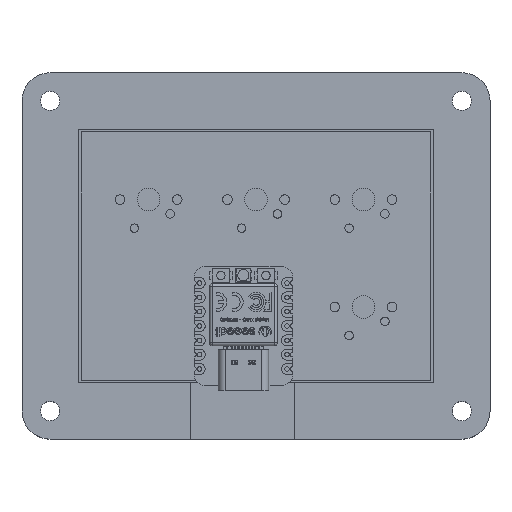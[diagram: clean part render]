
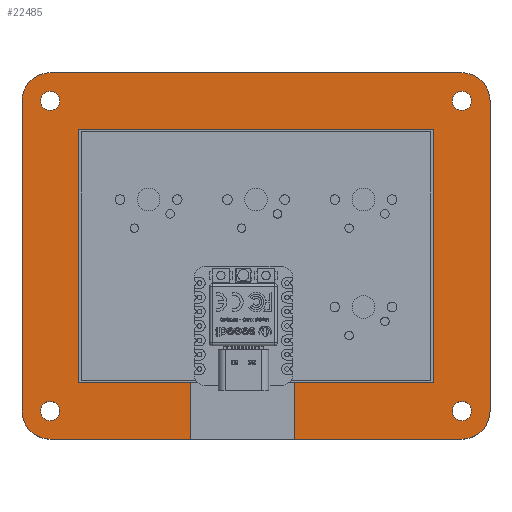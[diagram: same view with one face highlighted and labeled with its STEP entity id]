
A CAD part, top view. The second image highlights one B-rep face of the part: STEP entity #22485.
In plain terms, the highlighted planar face has unit normal (0, 0, 1).
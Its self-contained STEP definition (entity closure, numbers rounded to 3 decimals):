
#1015=FACE_BOUND('',#3341,.T.);
#1016=FACE_BOUND('',#3342,.T.);
#1017=FACE_BOUND('',#3343,.T.);
#1018=FACE_BOUND('',#3344,.T.);
#1169=PLANE('',#23992);
#2033=FACE_OUTER_BOUND('',#3340,.T.);
#3340=EDGE_LOOP('',(#15660,#15661,#15662,#15663,#15664,#15665,#15666,#15667,
#15668,#15669,#15670,#15671,#15672,#15673,#15674,#15675));
#3341=EDGE_LOOP('',(#15676));
#3342=EDGE_LOOP('',(#15677));
#3343=EDGE_LOOP('',(#15678));
#3344=EDGE_LOOP('',(#15679));
#4800=LINE('',#31390,#7250);
#4804=LINE('',#31398,#7254);
#4807=LINE('',#31404,#7257);
#4808=LINE('',#31408,#7258);
#4809=LINE('',#31412,#7259);
#4810=LINE('',#31415,#7260);
#4811=LINE('',#31417,#7261);
#4812=LINE('',#31419,#7262);
#4813=LINE('',#31421,#7263);
#4814=LINE('',#31423,#7264);
#4815=LINE('',#31425,#7265);
#4816=LINE('',#31426,#7266);
#7250=VECTOR('',#25647,10.);
#7254=VECTOR('',#25651,10.);
#7257=VECTOR('',#25656,10.);
#7258=VECTOR('',#25659,10.);
#7259=VECTOR('',#25662,10.);
#7260=VECTOR('',#25665,10.);
#7261=VECTOR('',#25666,10.);
#7262=VECTOR('',#25667,10.);
#7263=VECTOR('',#25668,10.);
#7264=VECTOR('',#25669,10.);
#7265=VECTOR('',#25670,10.);
#7266=VECTOR('',#25671,10.);
#9698=CIRCLE('',#23989,5.);
#9700=CIRCLE('',#23993,5.);
#9701=CIRCLE('',#23994,5.);
#9702=CIRCLE('',#23995,5.);
#9703=CIRCLE('',#23996,1.7);
#9704=CIRCLE('',#23997,1.7);
#9705=CIRCLE('',#23998,1.7);
#9706=CIRCLE('',#23999,1.7);
#10178=VERTEX_POINT('',#31380);
#10179=VERTEX_POINT('',#31381);
#10182=VERTEX_POINT('',#31389);
#10185=VERTEX_POINT('',#31395);
#10186=VERTEX_POINT('',#31397);
#10188=VERTEX_POINT('',#31403);
#10189=VERTEX_POINT('',#31405);
#10190=VERTEX_POINT('',#31407);
#10191=VERTEX_POINT('',#31409);
#10192=VERTEX_POINT('',#31411);
#10193=VERTEX_POINT('',#31414);
#10194=VERTEX_POINT('',#31416);
#10195=VERTEX_POINT('',#31418);
#10196=VERTEX_POINT('',#31420);
#10197=VERTEX_POINT('',#31422);
#10198=VERTEX_POINT('',#31424);
#10199=VERTEX_POINT('',#31427);
#10200=VERTEX_POINT('',#31429);
#10201=VERTEX_POINT('',#31431);
#10202=VERTEX_POINT('',#31433);
#12346=EDGE_CURVE('',#10178,#10179,#9698,.T.);
#12350=EDGE_CURVE('',#10182,#10179,#4800,.T.);
#12354=EDGE_CURVE('',#10186,#10185,#4804,.T.);
#12357=EDGE_CURVE('',#10178,#10188,#4807,.T.);
#12358=EDGE_CURVE('',#10189,#10188,#9700,.T.);
#12359=EDGE_CURVE('',#10189,#10190,#4808,.T.);
#12360=EDGE_CURVE('',#10191,#10190,#9701,.T.);
#12361=EDGE_CURVE('',#10191,#10192,#4809,.T.);
#12362=EDGE_CURVE('',#10186,#10192,#9702,.T.);
#12363=EDGE_CURVE('',#10185,#10193,#4810,.T.);
#12364=EDGE_CURVE('',#10193,#10194,#4811,.T.);
#12365=EDGE_CURVE('',#10194,#10195,#4812,.T.);
#12366=EDGE_CURVE('',#10195,#10196,#4813,.T.);
#12367=EDGE_CURVE('',#10196,#10197,#4814,.T.);
#12368=EDGE_CURVE('',#10197,#10198,#4815,.T.);
#12369=EDGE_CURVE('',#10198,#10182,#4816,.T.);
#12370=EDGE_CURVE('',#10199,#10199,#9703,.T.);
#12371=EDGE_CURVE('',#10200,#10200,#9704,.T.);
#12372=EDGE_CURVE('',#10201,#10201,#9705,.T.);
#12373=EDGE_CURVE('',#10202,#10202,#9706,.T.);
#15660=ORIENTED_EDGE('',*,*,#12346,.F.);
#15661=ORIENTED_EDGE('',*,*,#12357,.T.);
#15662=ORIENTED_EDGE('',*,*,#12358,.F.);
#15663=ORIENTED_EDGE('',*,*,#12359,.T.);
#15664=ORIENTED_EDGE('',*,*,#12360,.F.);
#15665=ORIENTED_EDGE('',*,*,#12361,.T.);
#15666=ORIENTED_EDGE('',*,*,#12362,.F.);
#15667=ORIENTED_EDGE('',*,*,#12354,.T.);
#15668=ORIENTED_EDGE('',*,*,#12363,.T.);
#15669=ORIENTED_EDGE('',*,*,#12364,.T.);
#15670=ORIENTED_EDGE('',*,*,#12365,.T.);
#15671=ORIENTED_EDGE('',*,*,#12366,.T.);
#15672=ORIENTED_EDGE('',*,*,#12367,.T.);
#15673=ORIENTED_EDGE('',*,*,#12368,.T.);
#15674=ORIENTED_EDGE('',*,*,#12369,.T.);
#15675=ORIENTED_EDGE('',*,*,#12350,.T.);
#15676=ORIENTED_EDGE('',*,*,#12370,.T.);
#15677=ORIENTED_EDGE('',*,*,#12371,.T.);
#15678=ORIENTED_EDGE('',*,*,#12372,.T.);
#15679=ORIENTED_EDGE('',*,*,#12373,.T.);
#22485=ADVANCED_FACE('',(#2033,#1015,#1016,#1017,#1018),#1169,.T.);
#23989=AXIS2_PLACEMENT_3D('',#31382,#25639,#25640);
#23992=AXIS2_PLACEMENT_3D('',#31402,#25654,#25655);
#23993=AXIS2_PLACEMENT_3D('',#31406,#25657,#25658);
#23994=AXIS2_PLACEMENT_3D('',#31410,#25660,#25661);
#23995=AXIS2_PLACEMENT_3D('',#31413,#25663,#25664);
#23996=AXIS2_PLACEMENT_3D('',#31428,#25672,#25673);
#23997=AXIS2_PLACEMENT_3D('',#31430,#25674,#25675);
#23998=AXIS2_PLACEMENT_3D('',#31432,#25676,#25677);
#23999=AXIS2_PLACEMENT_3D('',#31434,#25678,#25679);
#25639=DIRECTION('center_axis',(0.,0.,-1.));
#25640=DIRECTION('ref_axis',(0.707,-0.707,0.));
#25647=DIRECTION('',(1.,0.,0.));
#25651=DIRECTION('',(1.,0.,0.));
#25654=DIRECTION('center_axis',(0.,0.,1.));
#25655=DIRECTION('ref_axis',(1.,0.,0.));
#25656=DIRECTION('',(0.,1.,0.));
#25657=DIRECTION('center_axis',(0.,0.,-1.));
#25658=DIRECTION('ref_axis',(0.707,0.707,0.));
#25659=DIRECTION('',(-1.,0.,0.));
#25660=DIRECTION('center_axis',(0.,0.,-1.));
#25661=DIRECTION('ref_axis',(-0.707,0.707,0.));
#25662=DIRECTION('',(0.,-1.,0.));
#25663=DIRECTION('center_axis',(0.,0.,-1.));
#25664=DIRECTION('ref_axis',(-0.707,-0.707,0.));
#25665=DIRECTION('',(0.,1.,0.));
#25666=DIRECTION('',(-1.,0.,0.));
#25667=DIRECTION('',(0.,1.,0.));
#25668=DIRECTION('',(1.,0.,0.));
#25669=DIRECTION('',(0.,-1.,0.));
#25670=DIRECTION('',(-1.,0.,0.));
#25671=DIRECTION('',(0.,-1.,0.));
#25672=DIRECTION('center_axis',(0.,0.,-1.));
#25673=DIRECTION('ref_axis',(1.,0.,0.));
#25674=DIRECTION('center_axis',(0.,0.,-1.));
#25675=DIRECTION('ref_axis',(1.,0.,0.));
#25676=DIRECTION('center_axis',(0.,0.,-1.));
#25677=DIRECTION('ref_axis',(1.,0.,0.));
#25678=DIRECTION('center_axis',(0.,0.,-1.));
#25679=DIRECTION('ref_axis',(1.,0.,0.));
#31380=CARTESIAN_POINT('',(41.5,-27.5,13.));
#31381=CARTESIAN_POINT('',(36.5,-32.5,13.));
#31382=CARTESIAN_POINT('Origin',(36.5,-27.5,13.));
#31389=CARTESIAN_POINT('',(6.87,-32.5,13.));
#31390=CARTESIAN_POINT('',(41.5,-32.5,13.));
#31395=CARTESIAN_POINT('',(-11.63,-32.5,13.));
#31397=CARTESIAN_POINT('',(-36.5,-32.5,13.));
#31398=CARTESIAN_POINT('',(41.5,-32.5,13.));
#31402=CARTESIAN_POINT('Origin',(36.5,27.5,13.));
#31403=CARTESIAN_POINT('',(41.5,27.5,13.));
#31404=CARTESIAN_POINT('',(41.5,32.5,13.));
#31405=CARTESIAN_POINT('',(36.5,32.5,13.));
#31406=CARTESIAN_POINT('Origin',(36.5,27.5,13.));
#31407=CARTESIAN_POINT('',(-36.5,32.5,13.));
#31408=CARTESIAN_POINT('',(-41.5,32.5,13.));
#31409=CARTESIAN_POINT('',(-41.5,27.5,13.));
#31410=CARTESIAN_POINT('Origin',(-36.5,27.5,13.));
#31411=CARTESIAN_POINT('',(-41.5,-27.5,13.));
#31412=CARTESIAN_POINT('',(-41.5,-32.5,13.));
#31413=CARTESIAN_POINT('Origin',(-36.5,-27.5,13.));
#31414=CARTESIAN_POINT('',(-11.63,-22.5,13.));
#31415=CARTESIAN_POINT('',(-11.63,-2.5,13.));
#31416=CARTESIAN_POINT('',(-31.5,-22.5,13.));
#31417=CARTESIAN_POINT('',(31.5,-22.5,13.));
#31418=CARTESIAN_POINT('',(-31.5,22.5,13.));
#31419=CARTESIAN_POINT('',(-31.5,-22.5,13.));
#31420=CARTESIAN_POINT('',(31.5,22.5,13.));
#31421=CARTESIAN_POINT('',(-31.5,22.5,13.));
#31422=CARTESIAN_POINT('',(31.5,-22.5,13.));
#31423=CARTESIAN_POINT('',(31.5,22.5,13.));
#31424=CARTESIAN_POINT('',(6.87,-22.5,13.));
#31425=CARTESIAN_POINT('',(31.5,-22.5,13.));
#31426=CARTESIAN_POINT('',(6.87,2.5,13.));
#31427=CARTESIAN_POINT('',(34.8,27.5,13.));
#31428=CARTESIAN_POINT('Origin',(36.5,27.5,13.));
#31429=CARTESIAN_POINT('',(-38.2,-27.5,13.));
#31430=CARTESIAN_POINT('Origin',(-36.5,-27.5,13.));
#31431=CARTESIAN_POINT('',(34.8,-27.5,13.));
#31432=CARTESIAN_POINT('Origin',(36.5,-27.5,13.));
#31433=CARTESIAN_POINT('',(-38.2,27.5,13.));
#31434=CARTESIAN_POINT('Origin',(-36.5,27.5,13.));
